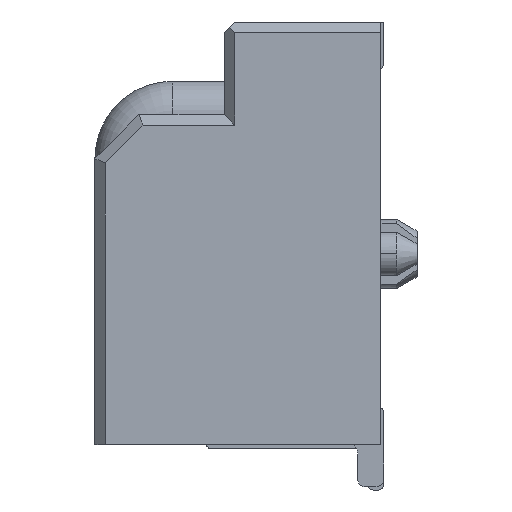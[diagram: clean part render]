
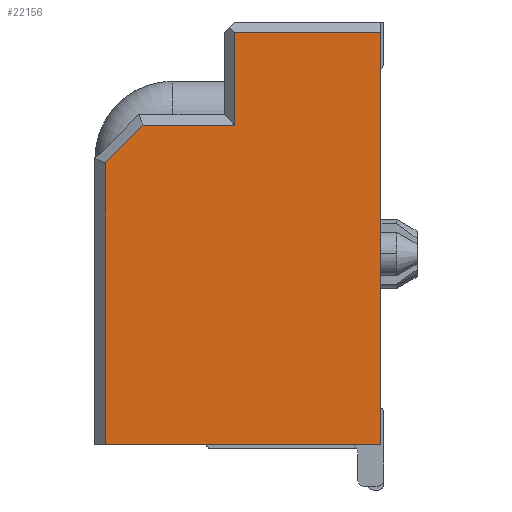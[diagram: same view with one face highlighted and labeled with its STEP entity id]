
A CAD part, left-side view. The second image highlights one B-rep face of the part: STEP entity #22156.
In plain terms, the highlighted planar face has unit normal (-1, 0, 0).
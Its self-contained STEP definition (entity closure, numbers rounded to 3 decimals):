
#449 = DIRECTION ( 'NONE',  ( 0., 0.707, -0.707 ) ) ;
#2172 = CARTESIAN_POINT ( 'NONE',  ( -14.95, -2.775, -0.2 ) ) ;
#3019 = ORIENTED_EDGE ( 'NONE', *, *, #23181, .T. ) ;
#3130 = PLANE ( 'NONE',  #31094 ) ;
#3139 = VERTEX_POINT ( 'NONE', #31021 ) ;
#4351 = VECTOR ( 'NONE', #36485, 1000. ) ;
#4475 = VECTOR ( 'NONE', #22484, 1000. ) ;
#4806 = ORIENTED_EDGE ( 'NONE', *, *, #25504, .F. ) ;
#5540 = CARTESIAN_POINT ( 'NONE',  ( -14.95, 0.065, -2. ) ) ;
#6055 = CARTESIAN_POINT ( 'NONE',  ( -14.95, 0.065, -0.2 ) ) ;
#6200 = DIRECTION ( 'NONE',  ( 0., 0., -1. ) ) ;
#7658 = ORIENTED_EDGE ( 'NONE', *, *, #9946, .F. ) ;
#7834 = CARTESIAN_POINT ( 'NONE',  ( -14.95, 2.575, -2.733 ) ) ;
#8474 = ORIENTED_EDGE ( 'NONE', *, *, #31893, .T. ) ;
#8551 = EDGE_LOOP ( 'NONE', ( #8474, #23942, #3019, #20735, #4806, #7658, #36130 ) ) ;
#9946 = EDGE_CURVE ( 'NONE', #35382, #3139, #28504, .T. ) ;
#10649 = DIRECTION ( 'NONE',  ( 0., 0., -1. ) ) ;
#10839 = VERTEX_POINT ( 'NONE', #6055 ) ;
#11254 = CARTESIAN_POINT ( 'NONE',  ( -14.95, 2.575, -8.2 ) ) ;
#11638 = CARTESIAN_POINT ( 'NONE',  ( -14.95, 1.842, -2. ) ) ;
#14466 = CARTESIAN_POINT ( 'NONE',  ( -14.95, 0., 0. ) ) ;
#14647 = CARTESIAN_POINT ( 'NONE',  ( -14.95, -2.775, -0.2 ) ) ;
#16448 = VERTEX_POINT ( 'NONE', #27053 ) ;
#16687 = EDGE_CURVE ( 'NONE', #16448, #31442, #33693, .T. ) ;
#17054 = VECTOR ( 'NONE', #21952, 1000. ) ;
#17119 = CARTESIAN_POINT ( 'NONE',  ( -14.95, 1.842, -2. ) ) ;
#17322 = DIRECTION ( 'NONE',  ( 0., 1., 0. ) ) ;
#19983 = VECTOR ( 'NONE', #10649, 1000. ) ;
#20514 = VECTOR ( 'NONE', #6200, 1000. ) ;
#20735 = ORIENTED_EDGE ( 'NONE', *, *, #33874, .T. ) ;
#20940 = CARTESIAN_POINT ( 'NONE',  ( -14.95, 2.575, -2.733 ) ) ;
#21415 = LINE ( 'NONE', #23178, #20514 ) ;
#21952 = DIRECTION ( 'NONE',  ( 0., 1., 0. ) ) ;
#22156 = ADVANCED_FACE ( 'NONE', ( #22299 ), #3130, .F. ) ;
#22299 = FACE_OUTER_BOUND ( 'NONE', #8551, .T. ) ;
#22484 = DIRECTION ( 'NONE',  ( 0., 1., 0. ) ) ;
#23178 = CARTESIAN_POINT ( 'NONE',  ( -14.95, 0.065, -0.2 ) ) ;
#23181 = EDGE_CURVE ( 'NONE', #31442, #28441, #36355, .T. ) ;
#23942 = ORIENTED_EDGE ( 'NONE', *, *, #16687, .T. ) ;
#25504 = EDGE_CURVE ( 'NONE', #3139, #35909, #34437, .T. ) ;
#26873 = EDGE_CURVE ( 'NONE', #35382, #10839, #31212, .T. ) ;
#27053 = CARTESIAN_POINT ( 'NONE',  ( -14.95, 0.065, -2. ) ) ;
#27618 = VECTOR ( 'NONE', #36641, 1000. ) ;
#28059 = CARTESIAN_POINT ( 'NONE',  ( -14.95, -2.775, -8.2 ) ) ;
#28441 = VERTEX_POINT ( 'NONE', #20940 ) ;
#28504 = LINE ( 'NONE', #33692, #27618 ) ;
#28811 = VECTOR ( 'NONE', #449, 1000. ) ;
#31021 = CARTESIAN_POINT ( 'NONE',  ( -14.95, -2.775, -8.2 ) ) ;
#31094 = AXIS2_PLACEMENT_3D ( 'NONE', #14466, #34287, #17322 ) ;
#31212 = LINE ( 'NONE', #2172, #17054 ) ;
#31442 = VERTEX_POINT ( 'NONE', #17119 ) ;
#31893 = EDGE_CURVE ( 'NONE', #10839, #16448, #21415, .T. ) ;
#33692 = CARTESIAN_POINT ( 'NONE',  ( -14.95, -2.775, -0.2 ) ) ;
#33693 = LINE ( 'NONE', #5540, #4475 ) ;
#33874 = EDGE_CURVE ( 'NONE', #28441, #35909, #35025, .T. ) ;
#34287 = DIRECTION ( 'NONE',  ( 1., 0., 0. ) ) ;
#34437 = LINE ( 'NONE', #28059, #4351 ) ;
#35025 = LINE ( 'NONE', #7834, #19983 ) ;
#35382 = VERTEX_POINT ( 'NONE', #14647 ) ;
#35909 = VERTEX_POINT ( 'NONE', #11254 ) ;
#36130 = ORIENTED_EDGE ( 'NONE', *, *, #26873, .T. ) ;
#36355 = LINE ( 'NONE', #11638, #28811 ) ;
#36485 = DIRECTION ( 'NONE',  ( 0., 1., 0. ) ) ;
#36641 = DIRECTION ( 'NONE',  ( 0., 0., -1. ) ) ;
